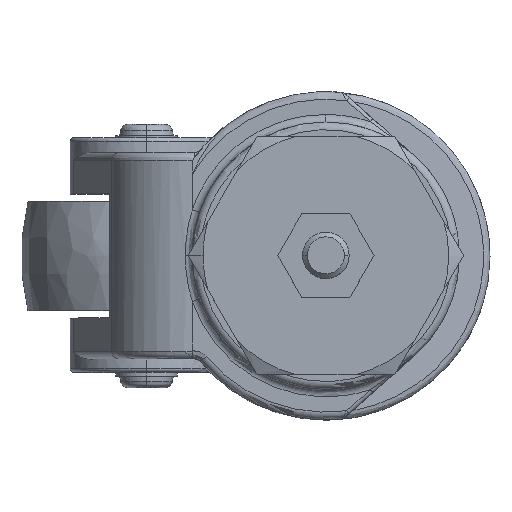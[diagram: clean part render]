
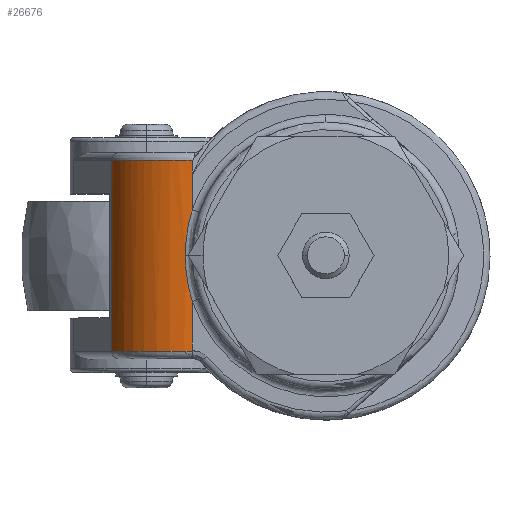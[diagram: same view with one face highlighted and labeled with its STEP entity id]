
A CAD part, top view. The second image highlights one B-rep face of the part: STEP entity #26676.
In plain terms, the highlighted cylindrical face has radius 14.08 mm (diameter 28.16 mm), a partial arc.
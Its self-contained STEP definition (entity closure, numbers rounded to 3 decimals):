
#13 = CYLINDRICAL_SURFACE ( 'NONE', #1434, 14.08 ) ;
#519 = CARTESIAN_POINT ( 'NONE',  ( -22.431, -16., -11.842 ) ) ;
#617 = CARTESIAN_POINT ( 'NONE',  ( -22.4, -16., -11.842 ) ) ;
#673 = CARTESIAN_POINT ( 'NONE',  ( -23.573, 0., -11.891 ) ) ;
#861 = CARTESIAN_POINT ( 'NONE',  ( -22.787, 6.447, -11.842 ) ) ;
#1123 = CARTESIAN_POINT ( 'NONE',  ( -23.18, -16., -11.864 ) ) ;
#1217 = CARTESIAN_POINT ( 'NONE',  ( -22.818, -16., -11.848 ) ) ;
#1387 = EDGE_CURVE ( 'NONE', #17578, #24588, #27443, .T. ) ;
#1434 = AXIS2_PLACEMENT_3D ( 'NONE', #20657, #13854, #14063 ) ;
#2445 = ORIENTED_EDGE ( 'NONE', *, *, #22714, .T. ) ;
#2723 = CARTESIAN_POINT ( 'NONE',  ( -32.032, 16., -15.542 ) ) ;
#3197 = CARTESIAN_POINT ( 'NONE',  ( -22.4, 7.68, -11.842 ) ) ;
#3219 = CARTESIAN_POINT ( 'NONE',  ( -22.4, 0., -11.842 ) ) ;
#4522 = B_SPLINE_CURVE_WITH_KNOTS ( 'NONE', 3,
 ( #4881, #11695, #14326, #21015, #11993, #2723, #5084, #21310, #23313, #23517 ),
 .UNSPECIFIED., .F., .F.,
 ( 4, 2, 2, 2, 4 ),
 ( 0., 0.25, 0.5, 0.75, 1. ),
 .UNSPECIFIED. ) ;
#4716 = B_SPLINE_CURVE_WITH_KNOTS ( 'NONE', 3,
 ( #7073, #27971, #10000, #12142, #26124, #21571, #26225, #7662, #861, #3197 ),
 .UNSPECIFIED., .F., .F.,
 ( 4, 2, 2, 2, 4 ),
 ( 0., 0.25, 0.375, 0.5, 1. ),
 .UNSPECIFIED. ) ;
#4881 = CARTESIAN_POINT ( 'NONE',  ( -22.4, 16., -11.842 ) ) ;
#5084 = CARTESIAN_POINT ( 'NONE',  ( -33.092, 16., -16.638 ) ) ;
#5364 = CARTESIAN_POINT ( 'NONE',  ( -23.172, -4.543, -11.863 ) ) ;
#5505 = ORIENTED_EDGE ( 'NONE', *, *, #21346, .T. ) ;
#5522 = LINE ( 'NONE', #3219, #6594 ) ;
#5555 = CARTESIAN_POINT ( 'NONE',  ( -23.05, -5.18, -11.857 ) ) ;
#5801 = CARTESIAN_POINT ( 'NONE',  ( -23.052, -16., -11.857 ) ) ;
#6579 = VERTEX_POINT ( 'NONE', #26166 ) ;
#6594 = VECTOR ( 'NONE', #19765, 1000. ) ;
#6980 = ORIENTED_EDGE ( 'NONE', *, *, #16960, .T. ) ;
#7073 = CARTESIAN_POINT ( 'NONE',  ( -23.573, 0., -11.891 ) ) ;
#7576 = CARTESIAN_POINT ( 'NONE',  ( -22.4, -7.68, -11.842 ) ) ;
#7662 = CARTESIAN_POINT ( 'NONE',  ( -23.08, 5.187, -11.857 ) ) ;
#8060 = LINE ( 'NONE', #20497, #22937 ) ;
#8270 = EDGE_CURVE ( 'NONE', #17578, #13626, #10429, .T. ) ;
#8297 = CARTESIAN_POINT ( 'NONE',  ( -22.4, -16., -11.842 ) ) ;
#9513 = CARTESIAN_POINT ( 'NONE',  ( -23.573, 0., -11.891 ) ) ;
#9831 = ORIENTED_EDGE ( 'NONE', *, *, #19495, .T. ) ;
#9860 = CARTESIAN_POINT ( 'NONE',  ( -22.599, -16., -11.843 ) ) ;
#10000 = CARTESIAN_POINT ( 'NONE',  ( -23.549, 1.305, -11.889 ) ) ;
#10429 = LINE ( 'NONE', #22121, #20979 ) ;
#10467 = CARTESIAN_POINT ( 'NONE',  ( -22.933, -16., -11.852 ) ) ;
#11695 = CARTESIAN_POINT ( 'NONE',  ( -23.905, 16., -11.842 ) ) ;
#11847 = LINE ( 'NONE', #28271, #16210 ) ;
#11993 = CARTESIAN_POINT ( 'NONE',  ( -29.62, 16., -13.741 ) ) ;
#12052 = DIRECTION ( 'NONE',  ( 0., 1., 0. ) ) ;
#12142 = CARTESIAN_POINT ( 'NONE',  ( -23.475, 2.28, -11.883 ) ) ;
#12398 = EDGE_LOOP ( 'NONE', ( #2445, #13287, #20944, #6980, #27791, #25805, #13579, #9831, #5505 ) ) ;
#12709 = CARTESIAN_POINT ( 'NONE',  ( -23.639, -16., -11.896 ) ) ;
#12807 = CARTESIAN_POINT ( 'NONE',  ( -23.756, -16., -11.908 ) ) ;
#12904 = CARTESIAN_POINT ( 'NONE',  ( -22.707, -16., -11.845 ) ) ;
#13287 = ORIENTED_EDGE ( 'NONE', *, *, #22420, .T. ) ;
#13579 = ORIENTED_EDGE ( 'NONE', *, *, #8270, .T. ) ;
#13626 = VERTEX_POINT ( 'NONE', #28334 ) ;
#13854 = DIRECTION ( 'NONE',  ( 0., 1., 0. ) ) ;
#14063 = DIRECTION ( 'NONE',  ( 0., 0., 1. ) ) ;
#14190 = CARTESIAN_POINT ( 'NONE',  ( -22.4, -16., -25.922 ) ) ;
#14326 = CARTESIAN_POINT ( 'NONE',  ( -25.411, 16., -12.086 ) ) ;
#14607 = CARTESIAN_POINT ( 'NONE',  ( -23.227, -4.225, -11.866 ) ) ;
#14710 = CARTESIAN_POINT ( 'NONE',  ( -23.475, -2.608, -11.882 ) ) ;
#15970 = VERTEX_POINT ( 'NONE', #20340 ) ;
#16210 = VECTOR ( 'NONE', #25725, 1000. ) ;
#16519 = CARTESIAN_POINT ( 'NONE',  ( -22.4, 13.667, -11.842 ) ) ;
#16960 = EDGE_CURVE ( 'NONE', #6579, #22983, #11847, .T. ) ;
#16961 = VERTEX_POINT ( 'NONE', #16519 ) ;
#17461 = CARTESIAN_POINT ( 'NONE',  ( -23.318, -16., -11.872 ) ) ;
#17578 = VERTEX_POINT ( 'NONE', #8297 ) ;
#18072 = DIRECTION ( 'NONE',  ( 0., 1., 0. ) ) ;
#18136 = EDGE_CURVE ( 'NONE', #22549, #6579, #4522, .T. ) ;
#18883 = B_SPLINE_CURVE_WITH_KNOTS ( 'NONE', 3,
 ( #7576, #26144, #28582, #28484, #5555, #5364, #14607, #14710, #26344, #673 ),
 .UNSPECIFIED., .F., .F.,
 ( 4, 2, 2, 2, 4 ),
 ( 0., 0.25, 0.375, 0.5, 1. ),
 .UNSPECIFIED. ) ;
#18925 = FACE_OUTER_BOUND ( 'NONE', #12398, .T. ) ;
#19398 = VERTEX_POINT ( 'NONE', #9513 ) ;
#19495 = EDGE_CURVE ( 'NONE', #13626, #19398, #18883, .T. ) ;
#19765 = DIRECTION ( 'NONE',  ( 0., 1., 0. ) ) ;
#19852 = CARTESIAN_POINT ( 'NONE',  ( -23.818, -16., -11.914 ) ) ;
#20340 = CARTESIAN_POINT ( 'NONE',  ( -22.4, 7.68, -11.842 ) ) ;
#20497 = CARTESIAN_POINT ( 'NONE',  ( -22.4, -17.28, -11.842 ) ) ;
#20657 = CARTESIAN_POINT ( 'NONE',  ( -22.4, -17.28, -25.922 ) ) ;
#20691 = AXIS2_PLACEMENT_3D ( 'NONE', #14190, #12052, #28275 ) ;
#20793 = CARTESIAN_POINT ( 'NONE',  ( -22.4, 16., -11.842 ) ) ;
#20944 = ORIENTED_EDGE ( 'NONE', *, *, #18136, .T. ) ;
#20979 = VECTOR ( 'NONE', #29019, 1000. ) ;
#21015 = CARTESIAN_POINT ( 'NONE',  ( -28.268, 16., -13.035 ) ) ;
#21310 = CARTESIAN_POINT ( 'NONE',  ( -34.813, 16., -19.109 ) ) ;
#21346 = EDGE_CURVE ( 'NONE', #19398, #15970, #4716, .T. ) ;
#21423 = CARTESIAN_POINT ( 'NONE',  ( -22.496, -16., -11.842 ) ) ;
#21571 = CARTESIAN_POINT ( 'NONE',  ( -23.369, 3.252, -11.876 ) ) ;
#21758 = CARTESIAN_POINT ( 'NONE',  ( -35.901, -16., -21.927 ) ) ;
#21823 = CIRCLE ( 'NONE', #20691, 14.08 ) ;
#21927 = CARTESIAN_POINT ( 'NONE',  ( -23.471, -16., -11.883 ) ) ;
#22121 = CARTESIAN_POINT ( 'NONE',  ( -22.4, 0., -11.842 ) ) ;
#22420 = EDGE_CURVE ( 'NONE', #16961, #22549, #8060, .T. ) ;
#22549 = VERTEX_POINT ( 'NONE', #20793 ) ;
#22714 = EDGE_CURVE ( 'NONE', #15970, #16961, #5522, .T. ) ;
#22937 = VECTOR ( 'NONE', #18072, 1000. ) ;
#22983 = VERTEX_POINT ( 'NONE', #21758 ) ;
#23313 = CARTESIAN_POINT ( 'NONE',  ( -35.474, 16., -20.483 ) ) ;
#23517 = CARTESIAN_POINT ( 'NONE',  ( -35.901, 16., -21.927 ) ) ;
#24125 = CARTESIAN_POINT ( 'NONE',  ( -23.818, -16., -11.914 ) ) ;
#24588 = VERTEX_POINT ( 'NONE', #19852 ) ;
#25556 = EDGE_CURVE ( 'NONE', #22983, #24588, #21823, .T. ) ;
#25725 = DIRECTION ( 'NONE',  ( 0., -1., 0. ) ) ;
#25805 = ORIENTED_EDGE ( 'NONE', *, *, #1387, .F. ) ;
#26124 = CARTESIAN_POINT ( 'NONE',  ( -23.444, 2.604, -11.881 ) ) ;
#26144 = CARTESIAN_POINT ( 'NONE',  ( -22.594, -7.064, -11.842 ) ) ;
#26166 = CARTESIAN_POINT ( 'NONE',  ( -35.901, 16., -21.927 ) ) ;
#26225 = CARTESIAN_POINT ( 'NONE',  ( -23.326, 3.578, -11.873 ) ) ;
#26344 = CARTESIAN_POINT ( 'NONE',  ( -23.573, -1.307, -11.891 ) ) ;
#26676 = ADVANCED_FACE ( 'NONE', ( #18925 ), #13, .T. ) ;
#27443 =( BOUNDED_CURVE ( )  B_SPLINE_CURVE ( 3, ( #617, #519, #21423, #9860, #12904, #1217, #10467, #5801, #1123, #17461, #21927, #12709, #12807, #24125 ),
 .UNSPECIFIED., .F., .F. ) 
 B_SPLINE_CURVE_WITH_KNOTS ( ( 4, 1, 1, 1, 1, 1, 1, 1, 1, 1, 1, 4 ),
 ( 0., 0.069, 0.144, 0.222, 0.3, 0.38, 0.464, 0.552, 0.648, 0.754, 0.871, 1. ),
 .UNSPECIFIED. ) 
 CURVE ( )  GEOMETRIC_REPRESENTATION_ITEM ( )  RATIONAL_B_SPLINE_CURVE ( ( 1.06, 1.06, 1.06, 1.06, 1.06, 1.06, 1.06, 1.06, 1.06, 1.06, 1.06, 1.06, 1.06, 1.06 ) ) 
 REPRESENTATION_ITEM ( '' )  );
#27791 = ORIENTED_EDGE ( 'NONE', *, *, #25556, .T. ) ;
#27971 = CARTESIAN_POINT ( 'NONE',  ( -23.573, 0.653, -11.891 ) ) ;
#28271 = CARTESIAN_POINT ( 'NONE',  ( -35.901, -17.28, -21.927 ) ) ;
#28275 = DIRECTION ( 'NONE',  ( 0., 0., 1. ) ) ;
#28334 = CARTESIAN_POINT ( 'NONE',  ( -22.4, -7.68, -11.842 ) ) ;
#28484 = CARTESIAN_POINT ( 'NONE',  ( -22.983, -5.496, -11.854 ) ) ;
#28582 = CARTESIAN_POINT ( 'NONE',  ( -22.763, -6.441, -11.846 ) ) ;
#29019 = DIRECTION ( 'NONE',  ( 0., 1., 0. ) ) ;
